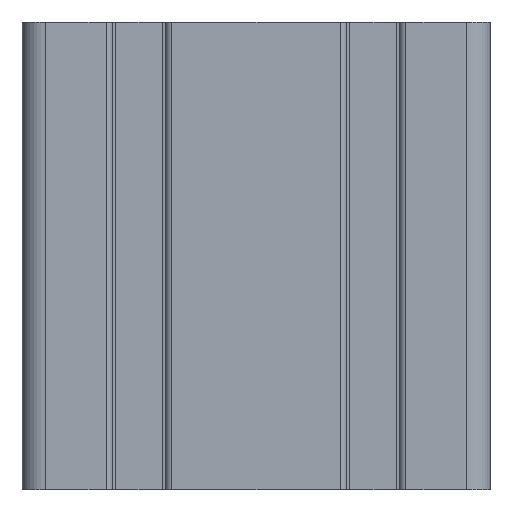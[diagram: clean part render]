
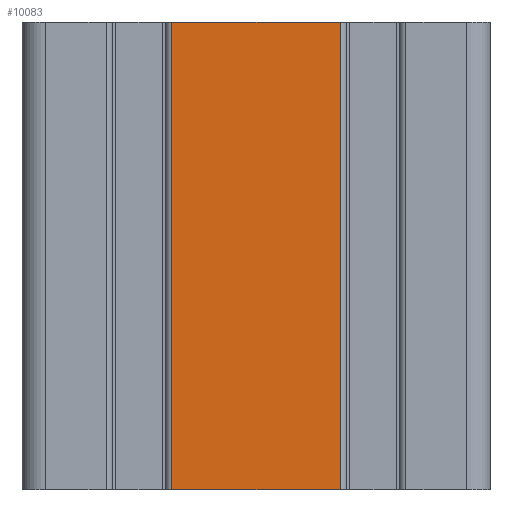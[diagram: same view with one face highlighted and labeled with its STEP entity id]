
A CAD part, front view. The second image highlights one B-rep face of the part: STEP entity #10083.
In plain terms, the highlighted planar face has unit normal (0, -1, 0).
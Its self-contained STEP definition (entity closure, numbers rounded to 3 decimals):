
#636 = ORIENTED_EDGE ( 'NONE', *, *, #2255, .T. ) ;
#1316 = EDGE_CURVE ( 'NONE', #7979, #7337, #2693, .T. ) ;
#1374 = CARTESIAN_POINT ( 'NONE',  ( 107.421, 131.019, 60. ) ) ;
#1553 = DIRECTION ( 'NONE',  ( 0., 0., 1. ) ) ;
#2255 = EDGE_CURVE ( 'NONE', #7002, #7979, #5782, .T. ) ;
#2495 = ORIENTED_EDGE ( 'NONE', *, *, #1316, .T. ) ;
#2693 = LINE ( 'NONE', #10996, #9907 ) ;
#2915 = EDGE_LOOP ( 'NONE', ( #2495, #8598, #8876, #636 ) ) ;
#3302 = CARTESIAN_POINT ( 'NONE',  ( 107.421, 131.019, 60. ) ) ;
#3506 = VECTOR ( 'NONE', #4193, 1000. ) ;
#3777 = CARTESIAN_POINT ( 'NONE',  ( 85.821, 131.019, 60. ) ) ;
#4087 = CARTESIAN_POINT ( 'NONE',  ( 85.821, 131.019, 60. ) ) ;
#4193 = DIRECTION ( 'NONE',  ( 1., 0., 0. ) ) ;
#4713 = DIRECTION ( 'NONE',  ( 0., 0., -1. ) ) ;
#4773 = VERTEX_POINT ( 'NONE', #1374 ) ;
#4793 = CARTESIAN_POINT ( 'NONE',  ( 107.421, 131.019, 0. ) ) ;
#5005 = PLANE ( 'NONE',  #10640 ) ;
#5782 = LINE ( 'NONE', #3777, #6043 ) ;
#6043 = VECTOR ( 'NONE', #4713, 1000. ) ;
#6080 = CARTESIAN_POINT ( 'NONE',  ( 85.821, 131.019, 0. ) ) ;
#6202 = LINE ( 'NONE', #11230, #3506 ) ;
#6382 = CARTESIAN_POINT ( 'NONE',  ( 107.421, 131.019, 60. ) ) ;
#6430 = LINE ( 'NONE', #6382, #9110 ) ;
#7002 = VERTEX_POINT ( 'NONE', #4087 ) ;
#7121 = EDGE_CURVE ( 'NONE', #7002, #4773, #6202, .T. ) ;
#7337 = VERTEX_POINT ( 'NONE', #4793 ) ;
#7979 = VERTEX_POINT ( 'NONE', #6080 ) ;
#8186 = EDGE_CURVE ( 'NONE', #4773, #7337, #6430, .T. ) ;
#8418 = DIRECTION ( 'NONE',  ( 1., 0., 0. ) ) ;
#8598 = ORIENTED_EDGE ( 'NONE', *, *, #8186, .F. ) ;
#8876 = ORIENTED_EDGE ( 'NONE', *, *, #7121, .F. ) ;
#9110 = VECTOR ( 'NONE', #10728, 1000. ) ;
#9893 = FACE_OUTER_BOUND ( 'NONE', #2915, .T. ) ;
#9907 = VECTOR ( 'NONE', #8418, 1000. ) ;
#10083 = ADVANCED_FACE ( 'NONE', ( #9893 ), #5005, .F. ) ;
#10220 = DIRECTION ( 'NONE',  ( 0., 1., 0. ) ) ;
#10640 = AXIS2_PLACEMENT_3D ( 'NONE', #3302, #10220, #1553 ) ;
#10728 = DIRECTION ( 'NONE',  ( 0., 0., -1. ) ) ;
#10996 = CARTESIAN_POINT ( 'NONE',  ( 107.421, 131.019, 0. ) ) ;
#11230 = CARTESIAN_POINT ( 'NONE',  ( 96.621, 131.019, 60. ) ) ;
